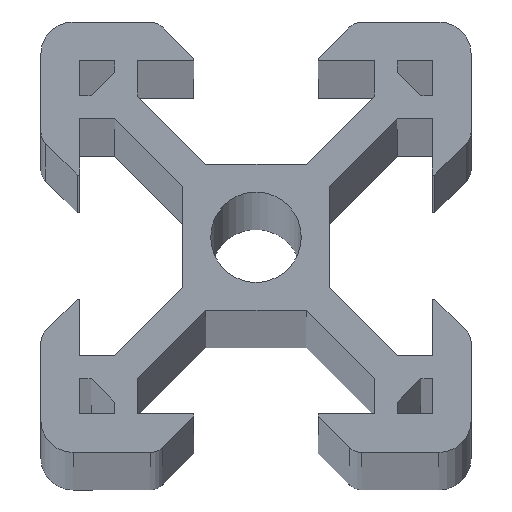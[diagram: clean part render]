
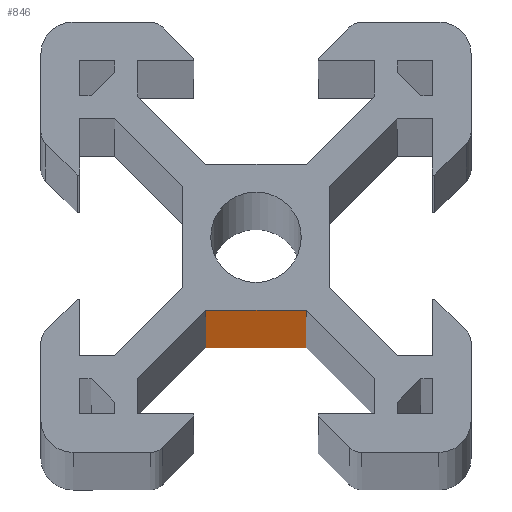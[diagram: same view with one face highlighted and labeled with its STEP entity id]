
A CAD part, top view. The second image highlights one B-rep face of the part: STEP entity #846.
In plain terms, the highlighted planar face has unit normal (0, -1, 0).
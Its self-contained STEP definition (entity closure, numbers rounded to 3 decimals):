
#70 = EDGE_CURVE ( 'NONE', #1549, #2649, #2645, .T. ) ;
#91 = AXIS2_PLACEMENT_3D ( 'NONE', #292, #535, #2128 ) ;
#155 = VERTEX_POINT ( 'NONE', #654 ) ;
#291 = CARTESIAN_POINT ( 'NONE',  ( 2.339, -3.4, 0. ) ) ;
#292 = CARTESIAN_POINT ( 'NONE',  ( 2.339, -3.4, -1000. ) ) ;
#356 = DIRECTION ( 'NONE',  ( 0., 0., 1. ) ) ;
#398 = DIRECTION ( 'NONE',  ( 1., 0., 0. ) ) ;
#442 = CARTESIAN_POINT ( 'NONE',  ( -2.339, -3.4, 0. ) ) ;
#535 = DIRECTION ( 'NONE',  ( 0., -1., 0. ) ) ;
#651 = ORIENTED_EDGE ( 'NONE', *, *, #798, .T. ) ;
#654 = CARTESIAN_POINT ( 'NONE',  ( -2.339, -3.4, -1000. ) ) ;
#752 = VECTOR ( 'NONE', #356, 1000. ) ;
#792 = EDGE_CURVE ( 'NONE', #2853, #2649, #2785, .T. ) ;
#798 = EDGE_CURVE ( 'NONE', #155, #2853, #1195, .T. ) ;
#812 = CARTESIAN_POINT ( 'NONE',  ( -2.339, -3.4, -1000. ) ) ;
#842 = VECTOR ( 'NONE', #398, 1000. ) ;
#846 = ADVANCED_FACE ( 'NONE', ( #1451 ), #1897, .T. ) ;
#963 = CARTESIAN_POINT ( 'NONE',  ( 2.339, -3.4, -1000. ) ) ;
#1195 = LINE ( 'NONE', #963, #1584 ) ;
#1357 = LINE ( 'NONE', #812, #752 ) ;
#1451 = FACE_OUTER_BOUND ( 'NONE', #2406, .T. ) ;
#1549 = VERTEX_POINT ( 'NONE', #442 ) ;
#1584 = VECTOR ( 'NONE', #1878, 1000. ) ;
#1662 = ORIENTED_EDGE ( 'NONE', *, *, #792, .T. ) ;
#1688 = ORIENTED_EDGE ( 'NONE', *, *, #70, .F. ) ;
#1860 = CARTESIAN_POINT ( 'NONE',  ( 2.339, -3.4, -1000. ) ) ;
#1878 = DIRECTION ( 'NONE',  ( 1., 0., 0. ) ) ;
#1897 = PLANE ( 'NONE',  #91 ) ;
#1915 = EDGE_CURVE ( 'NONE', #155, #1549, #1357, .T. ) ;
#2128 = DIRECTION ( 'NONE',  ( 1., 0., 0. ) ) ;
#2317 = DIRECTION ( 'NONE',  ( 0., 0., 1. ) ) ;
#2406 = EDGE_LOOP ( 'NONE', ( #1688, #2640, #651, #1662 ) ) ;
#2430 = CARTESIAN_POINT ( 'NONE',  ( 2.339, -3.4, 0. ) ) ;
#2640 = ORIENTED_EDGE ( 'NONE', *, *, #1915, .F. ) ;
#2645 = LINE ( 'NONE', #2430, #842 ) ;
#2649 = VERTEX_POINT ( 'NONE', #291 ) ;
#2772 = CARTESIAN_POINT ( 'NONE',  ( 2.339, -3.4, -1000. ) ) ;
#2785 = LINE ( 'NONE', #2772, #2852 ) ;
#2852 = VECTOR ( 'NONE', #2317, 1000. ) ;
#2853 = VERTEX_POINT ( 'NONE', #1860 ) ;
